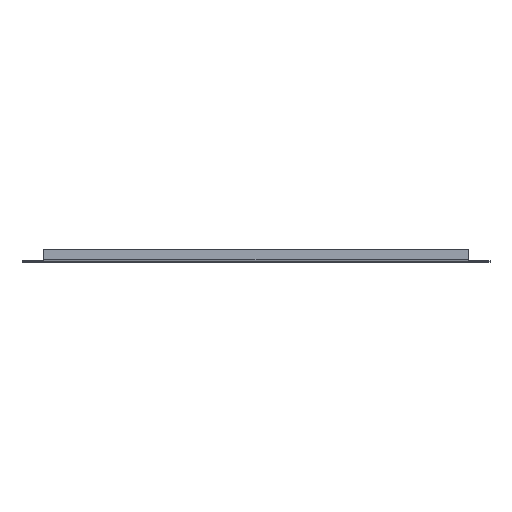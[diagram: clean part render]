
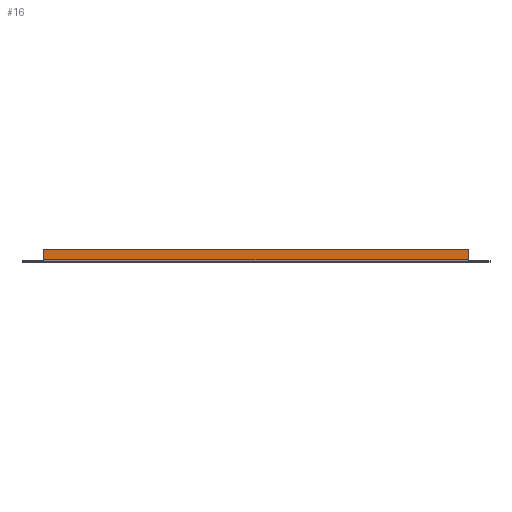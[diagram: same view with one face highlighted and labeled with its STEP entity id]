
A CAD part, top view. The second image highlights one B-rep face of the part: STEP entity #16.
In plain terms, the highlighted planar face has unit normal (0, 0, 1).
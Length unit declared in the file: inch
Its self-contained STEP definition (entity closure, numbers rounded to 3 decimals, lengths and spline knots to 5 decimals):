
#16 = ADVANCED_FACE ( 'NONE', ( #760 ), #2024, .F. ) ;
#121 = EDGE_CURVE ( 'NONE', #337, #688, #355, .T. ) ;
#160 = LINE ( 'NONE', #1754, #1982 ) ;
#163 = ORIENTED_EDGE ( 'NONE', *, *, #1145, .F. ) ;
#187 = VERTEX_POINT ( 'NONE', #512 ) ;
#195 = DIRECTION ( 'NONE',  ( 0., -1., 0. ) ) ;
#201 = DIRECTION ( 'NONE',  ( 0., -1., 0. ) ) ;
#278 = CARTESIAN_POINT ( 'NONE',  ( 8.625, 0.5, 5.234 ) ) ;
#282 = ORIENTED_EDGE ( 'NONE', *, *, #2038, .F. ) ;
#337 = VERTEX_POINT ( 'NONE', #765 ) ;
#355 = LINE ( 'NONE', #523, #1804 ) ;
#455 = ORIENTED_EDGE ( 'NONE', *, *, #121, .T. ) ;
#512 = CARTESIAN_POINT ( 'NONE',  ( 8.625, 0.086, 5.234 ) ) ;
#523 = CARTESIAN_POINT ( 'NONE',  ( -8.625, 0.04648, 5.234 ) ) ;
#536 = VECTOR ( 'NONE', #1765, 39.37008 ) ;
#604 = LINE ( 'NONE', #1237, #1223 ) ;
#688 = VERTEX_POINT ( 'NONE', #1510 ) ;
#760 = FACE_OUTER_BOUND ( 'NONE', #2032, .T. ) ;
#765 = CARTESIAN_POINT ( 'NONE',  ( -8.625, 0.5, 5.234 ) ) ;
#909 = AXIS2_PLACEMENT_3D ( 'NONE', #945, #1234, #1259 ) ;
#936 = VERTEX_POINT ( 'NONE', #278 ) ;
#940 = LINE ( 'NONE', #2037, #536 ) ;
#945 = CARTESIAN_POINT ( 'NONE',  ( 8.625, 0.04648, 5.234 ) ) ;
#1145 = EDGE_CURVE ( 'NONE', #337, #936, #940, .T. ) ;
#1223 = VECTOR ( 'NONE', #1563, 39.37008 ) ;
#1234 = DIRECTION ( 'NONE',  ( 0., 0., -1. ) ) ;
#1237 = CARTESIAN_POINT ( 'NONE',  ( 8.625, 0.086, 5.234 ) ) ;
#1259 = DIRECTION ( 'NONE',  ( 0., 1., 0. ) ) ;
#1374 = ORIENTED_EDGE ( 'NONE', *, *, #1998, .F. ) ;
#1510 = CARTESIAN_POINT ( 'NONE',  ( -8.625, 0.086, 5.234 ) ) ;
#1563 = DIRECTION ( 'NONE',  ( -1., 0., 0. ) ) ;
#1754 = CARTESIAN_POINT ( 'NONE',  ( 8.625, 0.04648, 5.234 ) ) ;
#1765 = DIRECTION ( 'NONE',  ( 1., 0., 0. ) ) ;
#1804 = VECTOR ( 'NONE', #195, 39.37008 ) ;
#1982 = VECTOR ( 'NONE', #201, 39.37008 ) ;
#1998 = EDGE_CURVE ( 'NONE', #187, #688, #604, .T. ) ;
#2024 = PLANE ( 'NONE',  #909 ) ;
#2032 = EDGE_LOOP ( 'NONE', ( #282, #163, #455, #1374 ) ) ;
#2037 = CARTESIAN_POINT ( 'NONE',  ( 8.625, 0.5, 5.234 ) ) ;
#2038 = EDGE_CURVE ( 'NONE', #936, #187, #160, .T. ) ;
